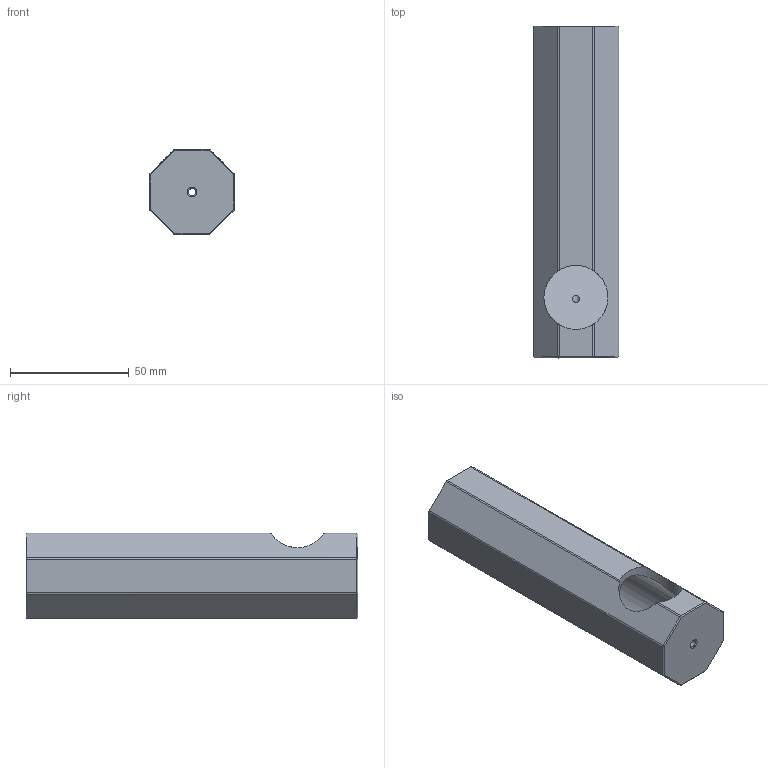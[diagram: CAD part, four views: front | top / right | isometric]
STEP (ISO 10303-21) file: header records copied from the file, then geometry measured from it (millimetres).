
FILE_DESCRIPTION(/* description */ (''),/* implementation_level */ '2;1');
FILE_NAME(/* name */ 'Cheshire_main_body.step',/* time_stamp */ '2026-02-19T10:11:29+01:00',/* author */ (''),/* organization */ (''),/* preprocessor_version */ 'ST-DEVELOPER v20.1',/* originating_system */ 'Autodesk Translation Framework v14.24.0.0',/* authorisation */ '');
FILE_SCHEMA (('AUTOMOTIVE_DESIGN { 1 0 10303 214 3 1 1 }'));
Length unit declared in the file: millimetre
Products named in the file (1): Cheshire_main_body
Bounding box: 36.04 x 140 x 36.04 mm (x, y, z)
Volume: 65142.1 mm3; surface area: 30260 mm2
Topology: 1 solids, 1 shells, 67 faces, 191 edges, 127 vertices
Faces by surface type: cylinder 37, plane 22, bspline 4, cone 3, torus 1
Full cylindrical faces by diameter (mm): 3 x1, 26.984 x1, 30.022 x1, 30.542 x11, 32.257 x11
Entity records: 6171 total; most frequent: CARTESIAN_POINT 4488, ORIENTED_EDGE 382, DIRECTION 291, EDGE_CURVE 191, VERTEX_POINT 127, AXIS2_PLACEMENT_3D 105, LINE 81, VECTOR 81
